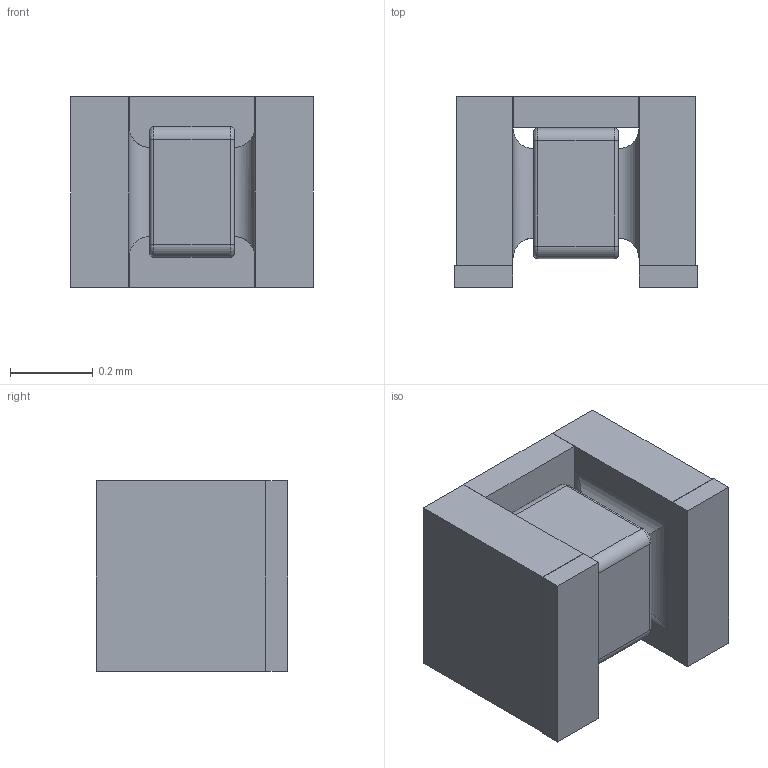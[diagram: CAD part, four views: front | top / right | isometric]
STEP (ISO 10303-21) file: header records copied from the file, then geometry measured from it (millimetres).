
FILE_DESCRIPTION (( 'STEP AP214' ), '1' );
FILE_NAME ('Coilcraft-0201DS.STEP', '2018-12-28T02:12:47', ( '' ), ( '' ), 'SwSTEP 2.0', 'SolidWorks 2018', '' );
FILE_SCHEMA (( 'AUTOMOTIVE_DESIGN' ));
Length unit declared in the file: millimetre
Products named in the file (1): Coilcraft-0201DS
Bounding box: 0.59 x 0.46 x 0.46 mm (x, y, z)
Volume: 0.1 mm3; surface area: 2.1 mm2
Topology: 2 solids, 2 shells, 60 faces, 140 edges, 88 vertices
Faces by surface type: plane 32, cylinder 20, bspline 8
Entity records: 2471 total; most frequent: CARTESIAN_POINT 457, ORIENTED_EDGE 280, DIRECTION 254, EDGE_CURVE 140, LINE 100, VECTOR 100, VERTEX_POINT 88, AXIS2_PLACEMENT_3D 77
